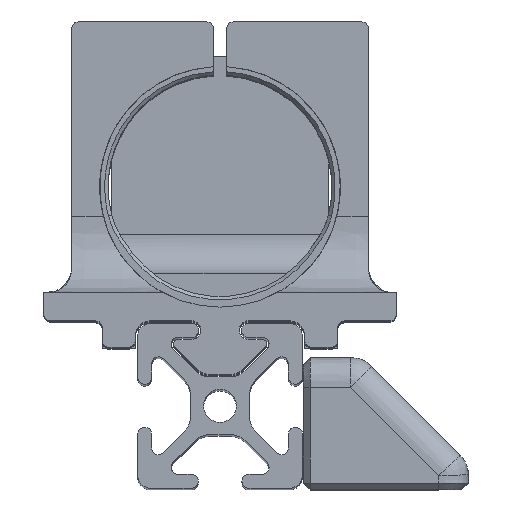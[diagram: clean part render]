
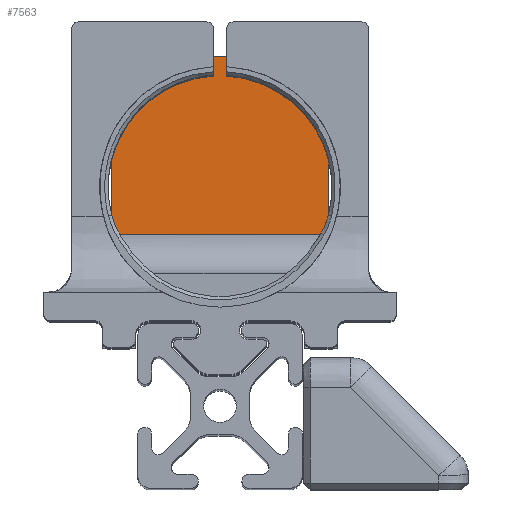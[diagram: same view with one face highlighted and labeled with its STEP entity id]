
A CAD part, top view. The second image highlights one B-rep face of the part: STEP entity #7563.
In plain terms, the highlighted planar face has unit normal (0, 0, 1).
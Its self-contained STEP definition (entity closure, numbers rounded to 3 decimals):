
#281=PLANE('',#8275);
#770=FACE_OUTER_BOUND('',#1232,.T.);
#1232=EDGE_LOOP('',(#6619,#6620,#6621,#6622,#6623,#6624,#6625,#6626,#6627,
#6628));
#1649=CIRCLE('',#8276,0.01);
#1650=CIRCLE('',#8277,0.01);
#1651=CIRCLE('',#8278,0.01);
#1652=CIRCLE('',#8279,0.01);
#2247=LINE('',#15041,#2947);
#2248=LINE('',#15053,#2948);
#2249=LINE('',#15057,#2949);
#2250=LINE('',#15059,#2950);
#2251=LINE('',#15061,#2951);
#2252=LINE('',#15065,#2952);
#2947=VECTOR('',#10098,10.);
#2948=VECTOR('',#10113,10.);
#2949=VECTOR('',#10116,10.);
#2950=VECTOR('',#10117,10.);
#2951=VECTOR('',#10118,10.);
#2952=VECTOR('',#10121,10.);
#3643=VERTEX_POINT('',#15037);
#3644=VERTEX_POINT('',#15039);
#3647=VERTEX_POINT('',#15050);
#3648=VERTEX_POINT('',#15052);
#3649=VERTEX_POINT('',#15054);
#3650=VERTEX_POINT('',#15056);
#3651=VERTEX_POINT('',#15058);
#3652=VERTEX_POINT('',#15060);
#3653=VERTEX_POINT('',#15062);
#3654=VERTEX_POINT('',#15064);
#4649=EDGE_CURVE('',#3643,#3644,#2247,.T.);
#4654=EDGE_CURVE('',#3647,#3644,#1649,.F.);
#4655=EDGE_CURVE('',#3648,#3647,#2248,.F.);
#4656=EDGE_CURVE('',#3649,#3648,#1650,.F.);
#4657=EDGE_CURVE('',#3650,#3649,#2249,.F.);
#4658=EDGE_CURVE('',#3651,#3650,#2250,.T.);
#4659=EDGE_CURVE('',#3651,#3652,#2251,.T.);
#4660=EDGE_CURVE('',#3653,#3652,#1651,.F.);
#4661=EDGE_CURVE('',#3654,#3653,#2252,.F.);
#4662=EDGE_CURVE('',#3643,#3654,#1652,.F.);
#6619=ORIENTED_EDGE('',*,*,#4654,.F.);
#6620=ORIENTED_EDGE('',*,*,#4655,.F.);
#6621=ORIENTED_EDGE('',*,*,#4656,.F.);
#6622=ORIENTED_EDGE('',*,*,#4657,.F.);
#6623=ORIENTED_EDGE('',*,*,#4658,.F.);
#6624=ORIENTED_EDGE('',*,*,#4659,.T.);
#6625=ORIENTED_EDGE('',*,*,#4660,.F.);
#6626=ORIENTED_EDGE('',*,*,#4661,.F.);
#6627=ORIENTED_EDGE('',*,*,#4662,.F.);
#6628=ORIENTED_EDGE('',*,*,#4649,.T.);
#7563=ADVANCED_FACE('',(#770),#281,.T.);
#8275=AXIS2_PLACEMENT_3D('',#15049,#10109,#10110);
#8276=AXIS2_PLACEMENT_3D('',#15051,#10111,#10112);
#8277=AXIS2_PLACEMENT_3D('',#15055,#10114,#10115);
#8278=AXIS2_PLACEMENT_3D('',#15063,#10119,#10120);
#8279=AXIS2_PLACEMENT_3D('',#15066,#10122,#10123);
#10098=DIRECTION('',(-1.,0.,0.));
#10109=DIRECTION('center_axis',(0.,0.,1.));
#10110=DIRECTION('ref_axis',(1.,0.,0.));
#10111=DIRECTION('center_axis',(0.,0.,1.));
#10112=DIRECTION('ref_axis',(0.707,0.707,0.));
#10113=DIRECTION('',(-1.,0.,0.));
#10114=DIRECTION('center_axis',(0.,0.,1.));
#10115=DIRECTION('ref_axis',(-0.707,0.707,0.));
#10116=DIRECTION('',(0.,-1.,0.));
#10117=DIRECTION('',(-1.,0.,0.));
#10118=DIRECTION('',(0.,1.,0.));
#10119=DIRECTION('center_axis',(0.,0.,1.));
#10120=DIRECTION('ref_axis',(0.707,0.707,0.));
#10121=DIRECTION('',(-1.,0.,0.));
#10122=DIRECTION('center_axis',(0.,0.,1.));
#10123=DIRECTION('ref_axis',(-0.707,0.707,0.));
#15037=CARTESIAN_POINT('',(1.,53.165,46.));
#15039=CARTESIAN_POINT('',(-1.,53.165,46.));
#15041=CARTESIAN_POINT('',(1.,53.165,46.));
#15049=CARTESIAN_POINT('Origin',(-12.5,17.175,46.));
#15050=CARTESIAN_POINT('',(-1.01,53.175,46.));
#15051=CARTESIAN_POINT('Origin',(-1.01,53.165,46.));
#15052=CARTESIAN_POINT('',(-16.49,53.175,46.));
#15053=CARTESIAN_POINT('',(-6.25,53.175,46.));
#15054=CARTESIAN_POINT('',(-16.5,53.165,46.));
#15055=CARTESIAN_POINT('Origin',(-16.49,53.165,46.));
#15056=CARTESIAN_POINT('',(-16.5,26.175,46.));
#15057=CARTESIAN_POINT('',(-16.5,17.175,46.));
#15058=CARTESIAN_POINT('',(16.5,26.175,46.));
#15059=CARTESIAN_POINT('',(4.618,26.175,46.));
#15060=CARTESIAN_POINT('',(16.5,53.165,46.));
#15061=CARTESIAN_POINT('',(16.5,17.175,46.));
#15062=CARTESIAN_POINT('',(16.49,53.175,46.));
#15063=CARTESIAN_POINT('Origin',(16.49,53.165,46.));
#15064=CARTESIAN_POINT('',(1.01,53.175,46.));
#15065=CARTESIAN_POINT('',(-6.25,53.175,46.));
#15066=CARTESIAN_POINT('Origin',(1.01,53.165,46.));
